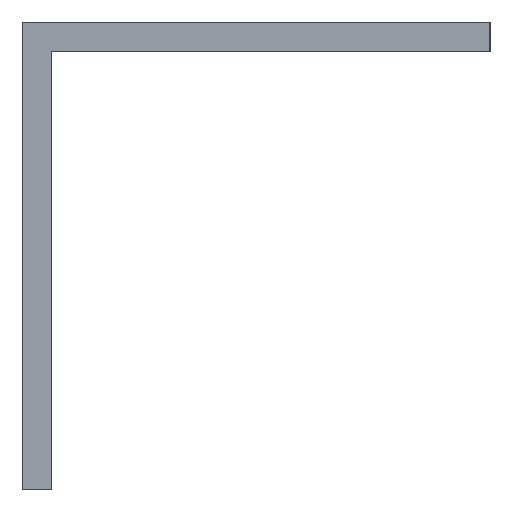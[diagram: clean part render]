
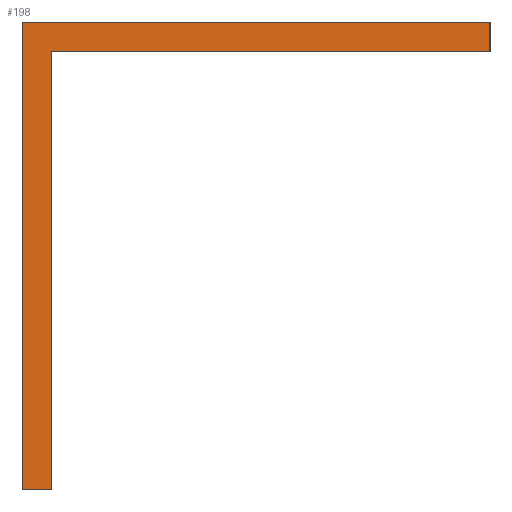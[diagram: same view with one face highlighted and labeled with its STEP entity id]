
A CAD part, left-side view. The second image highlights one B-rep face of the part: STEP entity #198.
In plain terms, the highlighted planar face has unit normal (-1, 0, 0).
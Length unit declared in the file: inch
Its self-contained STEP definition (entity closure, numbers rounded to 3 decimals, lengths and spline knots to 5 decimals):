
#33=FACE_OUTER_BOUND('',#44,.T.);
#44=EDGE_LOOP('',(#142,#143,#144,#145,#146,#147));
#64=LINE('',#292,#82);
#65=LINE('',#294,#83);
#66=LINE('',#296,#84);
#67=LINE('',#298,#85);
#68=LINE('',#300,#86);
#69=LINE('',#301,#87);
#82=VECTOR('',#238,1.875);
#83=VECTOR('',#239,1.875);
#84=VECTOR('',#240,0.125);
#85=VECTOR('',#241,2.);
#86=VECTOR('',#242,2.);
#87=VECTOR('',#243,0.125);
#100=VERTEX_POINT('',#290);
#101=VERTEX_POINT('',#291);
#102=VERTEX_POINT('',#293);
#103=VERTEX_POINT('',#295);
#104=VERTEX_POINT('',#297);
#105=VERTEX_POINT('',#299);
#118=EDGE_CURVE('',#100,#101,#64,.T.);
#119=EDGE_CURVE('',#101,#102,#65,.T.);
#120=EDGE_CURVE('',#102,#103,#66,.T.);
#121=EDGE_CURVE('',#103,#104,#67,.T.);
#122=EDGE_CURVE('',#104,#105,#68,.T.);
#123=EDGE_CURVE('',#105,#100,#69,.T.);
#142=ORIENTED_EDGE('',*,*,#118,.T.);
#143=ORIENTED_EDGE('',*,*,#119,.T.);
#144=ORIENTED_EDGE('',*,*,#120,.T.);
#145=ORIENTED_EDGE('',*,*,#121,.T.);
#146=ORIENTED_EDGE('',*,*,#122,.T.);
#147=ORIENTED_EDGE('',*,*,#123,.T.);
#190=PLANE('',#217);
#198=ADVANCED_FACE('',(#33),#190,.F.);
#217=AXIS2_PLACEMENT_3D('',#289,#236,#237);
#236=DIRECTION('center_axis',(1.,0.,0.));
#237=DIRECTION('ref_axis',(0.,-1.,0.));
#238=DIRECTION('',(0.,0.,1.));
#239=DIRECTION('',(0.,-1.,0.));
#240=DIRECTION('',(0.,0.,1.));
#241=DIRECTION('',(0.,1.,0.));
#242=DIRECTION('',(0.,0.,-1.));
#243=DIRECTION('',(0.,-1.,0.));
#289=CARTESIAN_POINT('Origin',(-12.5,0.,0.));
#290=CARTESIAN_POINT('',(-12.5,-0.125,-2.));
#291=CARTESIAN_POINT('',(-12.5,-0.125,-0.125));
#292=CARTESIAN_POINT('',(-12.5,-0.125,-2.));
#293=CARTESIAN_POINT('',(-12.5,-2.,-0.125));
#294=CARTESIAN_POINT('',(-12.5,-0.125,-0.125));
#295=CARTESIAN_POINT('',(-12.5,-2.,0.));
#296=CARTESIAN_POINT('',(-12.5,-2.,-0.125));
#297=CARTESIAN_POINT('',(-12.5,0.,0.));
#298=CARTESIAN_POINT('',(-12.5,-2.,0.));
#299=CARTESIAN_POINT('',(-12.5,0.,-2.));
#300=CARTESIAN_POINT('',(-12.5,0.,0.));
#301=CARTESIAN_POINT('',(-12.5,0.,-2.));
